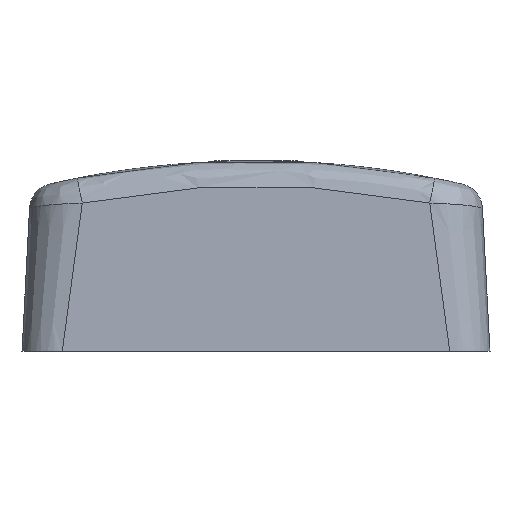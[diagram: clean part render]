
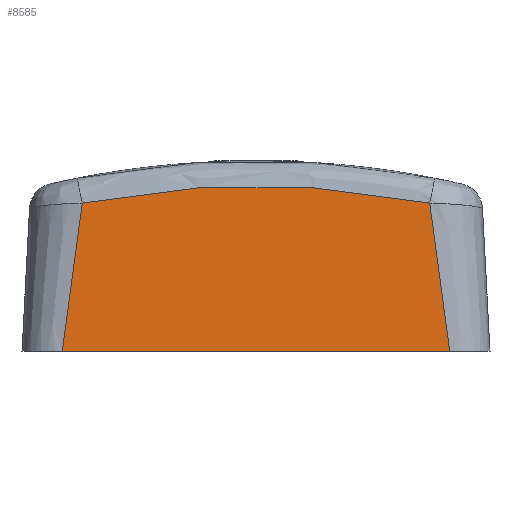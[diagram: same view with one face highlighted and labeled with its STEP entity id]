
A CAD part, front view. The second image highlights one B-rep face of the part: STEP entity #8585.
In plain terms, the highlighted planar face has unit normal (0, -0.999, 0.052).
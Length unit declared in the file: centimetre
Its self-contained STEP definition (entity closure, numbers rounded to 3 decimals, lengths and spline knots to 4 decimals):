
#28=ELLIPSE('',#9434,13.4546,13.4361);
#816=FACE_OUTER_BOUND('',#1362,.T.);
#1362=EDGE_LOOP('',(#7140,#7141,#7142,#7143));
#2337=LINE('',#15942,#2925);
#2340=LINE('',#15989,#2928);
#2378=LINE('',#16668,#2966);
#2925=VECTOR('',#11692,1.0033);
#2928=VECTOR('',#11703,1.0033);
#2966=VECTOR('',#11845,1.);
#3604=VERTEX_POINT('',#15929);
#3606=VERTEX_POINT('',#15940);
#3607=VERTEX_POINT('',#15974);
#3609=VERTEX_POINT('',#15985);
#4730=EDGE_CURVE('',#3606,#3604,#2337,.T.);
#4737=EDGE_CURVE('',#3607,#3609,#2340,.T.);
#4739=EDGE_CURVE('',#3604,#3607,#28,.T.);
#4808=EDGE_CURVE('',#3609,#3606,#2378,.T.);
#7140=ORIENTED_EDGE('',*,*,#4730,.F.);
#7141=ORIENTED_EDGE('',*,*,#4808,.F.);
#7142=ORIENTED_EDGE('',*,*,#4737,.F.);
#7143=ORIENTED_EDGE('',*,*,#4739,.F.);
#7552=PLANE('',#9486);
#8585=ADVANCED_FACE('',(#816),#7552,.T.);
#9434=AXIS2_PLACEMENT_3D('',#16017,#11707,#11708);
#9486=AXIS2_PLACEMENT_3D('',#16671,#11849,#11850);
#11692=DIRECTION('',(0.133,0.052,0.99));
#11703=DIRECTION('',(0.133,-0.052,-0.99));
#11707=DIRECTION('center_axis',(0.,0.999,-0.052));
#11708=DIRECTION('ref_axis',(0.,0.052,0.999));
#11845=DIRECTION('',(-1.,0.,0.));
#11849=DIRECTION('center_axis',(0.,-0.999,0.052));
#11850=DIRECTION('ref_axis',(1.,0.,0.));
#15929=CARTESIAN_POINT('',(-2.5992,-8.2838,0.0171));
#15940=CARTESIAN_POINT('',(-2.8982,-8.4,-2.2));
#15942=CARTESIAN_POINT('',(-2.5495,-8.2645,0.3863));
#15974=CARTESIAN_POINT('',(2.5992,-8.2838,0.0171));
#15985=CARTESIAN_POINT('',(2.8982,-8.4,-2.2));
#15989=CARTESIAN_POINT('',(2.5837,-8.2778,0.132));
#16017=CARTESIAN_POINT('Origin',(0.,-8.9747,
-13.1652));
#16668=CARTESIAN_POINT('',(3.5,-8.4,-2.2));
#16671=CARTESIAN_POINT('Origin',(-3.5,-8.2849,-0.003));
